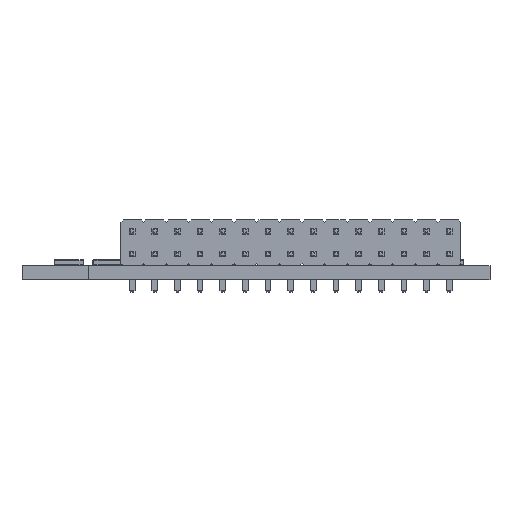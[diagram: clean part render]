
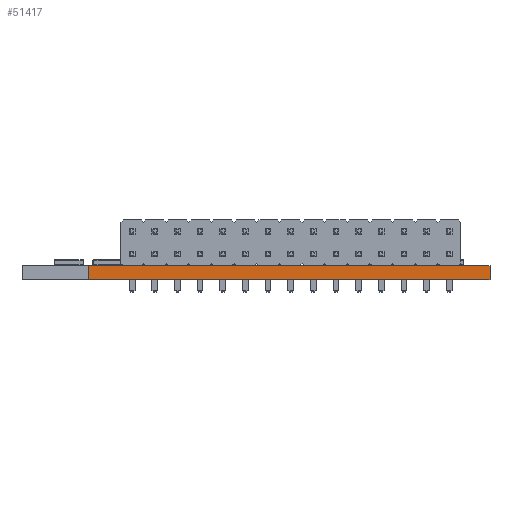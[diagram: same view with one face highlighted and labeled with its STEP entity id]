
A CAD part, front view. The second image highlights one B-rep face of the part: STEP entity #51417.
In plain terms, the highlighted planar face has unit normal (0, -1, 0).
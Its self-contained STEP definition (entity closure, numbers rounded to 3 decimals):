
#48814 = PLANE('',#48815);
#48815 = AXIS2_PLACEMENT_3D('',#48816,#48817,#48818);
#48816 = CARTESIAN_POINT('',(116.531,-96.969,1.6));
#48817 = DIRECTION('',(0.,0.,-1.));
#48818 = DIRECTION('',(-1.,0.,0.));
#48868 = PLANE('',#48869);
#48869 = AXIS2_PLACEMENT_3D('',#48870,#48871,#48872);
#48870 = CARTESIAN_POINT('',(116.531,-96.969,0.));
#48871 = DIRECTION('',(0.,0.,-1.));
#48872 = DIRECTION('',(-1.,0.,0.));
#48999 = PLANE('',#49000);
#49000 = AXIS2_PLACEMENT_3D('',#49001,#49002,#49003);
#49001 = CARTESIAN_POINT('',(142.5,-132.5,0.));
#49002 = DIRECTION('',(1.,0.,0.));
#49003 = DIRECTION('',(0.,-1.,0.));
#49038 = VERTEX_POINT('',#49039);
#49039 = CARTESIAN_POINT('',(142.5,-134.5,0.));
#49060 = EDGE_CURVE('',#49038,#49061,#49063,.T.);
#49061 = VERTEX_POINT('',#49062);
#49062 = CARTESIAN_POINT('',(97.5,-134.5,0.));
#49063 = SURFACE_CURVE('',#49064,(#49068,#49075),.PCURVE_S1.);
#49064 = LINE('',#49065,#49066);
#49065 = CARTESIAN_POINT('',(142.5,-134.5,0.));
#49066 = VECTOR('',#49067,1.);
#49067 = DIRECTION('',(-1.,0.,0.));
#49068 = PCURVE('',#48868,#49069);
#49069 = DEFINITIONAL_REPRESENTATION('',(#49070),#49074);
#49070 = LINE('',#49071,#49072);
#49071 = CARTESIAN_POINT('',(-25.969,-37.531));
#49072 = VECTOR('',#49073,1.);
#49073 = DIRECTION('',(1.,0.));
#49074 = ( GEOMETRIC_REPRESENTATION_CONTEXT(2) 
PARAMETRIC_REPRESENTATION_CONTEXT() REPRESENTATION_CONTEXT('2D SPACE',''
  ) );
#49075 = PCURVE('',#49076,#49081);
#49076 = PLANE('',#49077);
#49077 = AXIS2_PLACEMENT_3D('',#49078,#49079,#49080);
#49078 = CARTESIAN_POINT('',(142.5,-134.5,0.));
#49079 = DIRECTION('',(0.,-1.,0.));
#49080 = DIRECTION('',(-1.,0.,0.));
#49081 = DEFINITIONAL_REPRESENTATION('',(#49082),#49086);
#49082 = LINE('',#49083,#49084);
#49083 = CARTESIAN_POINT('',(0.,0.));
#49084 = VECTOR('',#49085,1.);
#49085 = DIRECTION('',(1.,0.));
#49086 = ( GEOMETRIC_REPRESENTATION_CONTEXT(2) 
PARAMETRIC_REPRESENTATION_CONTEXT() REPRESENTATION_CONTEXT('2D SPACE',''
  ) );
#49104 = PLANE('',#49105);
#49105 = AXIS2_PLACEMENT_3D('',#49106,#49107,#49108);
#49106 = CARTESIAN_POINT('',(97.5,-134.5,0.));
#49107 = DIRECTION('',(-1.,0.,0.));
#49108 = DIRECTION('',(0.,1.,0.));
#50278 = VERTEX_POINT('',#50279);
#50279 = CARTESIAN_POINT('',(142.5,-134.5,1.6));
#50300 = EDGE_CURVE('',#50278,#50301,#50303,.T.);
#50301 = VERTEX_POINT('',#50302);
#50302 = CARTESIAN_POINT('',(97.5,-134.5,1.6));
#50303 = SURFACE_CURVE('',#50304,(#50308,#50315),.PCURVE_S1.);
#50304 = LINE('',#50305,#50306);
#50305 = CARTESIAN_POINT('',(142.5,-134.5,1.6));
#50306 = VECTOR('',#50307,1.);
#50307 = DIRECTION('',(-1.,0.,0.));
#50308 = PCURVE('',#48814,#50309);
#50309 = DEFINITIONAL_REPRESENTATION('',(#50310),#50314);
#50310 = LINE('',#50311,#50312);
#50311 = CARTESIAN_POINT('',(-25.969,-37.531));
#50312 = VECTOR('',#50313,1.);
#50313 = DIRECTION('',(1.,0.));
#50314 = ( GEOMETRIC_REPRESENTATION_CONTEXT(2) 
PARAMETRIC_REPRESENTATION_CONTEXT() REPRESENTATION_CONTEXT('2D SPACE',''
  ) );
#50315 = PCURVE('',#49076,#50316);
#50316 = DEFINITIONAL_REPRESENTATION('',(#50317),#50321);
#50317 = LINE('',#50318,#50319);
#50318 = CARTESIAN_POINT('',(0.,-1.6));
#50319 = VECTOR('',#50320,1.);
#50320 = DIRECTION('',(1.,0.));
#50321 = ( GEOMETRIC_REPRESENTATION_CONTEXT(2) 
PARAMETRIC_REPRESENTATION_CONTEXT() REPRESENTATION_CONTEXT('2D SPACE',''
  ) );
#51369 = EDGE_CURVE('',#49038,#50278,#51370,.T.);
#51370 = SURFACE_CURVE('',#51371,(#51375,#51382),.PCURVE_S1.);
#51371 = LINE('',#51372,#51373);
#51372 = CARTESIAN_POINT('',(142.5,-134.5,0.));
#51373 = VECTOR('',#51374,1.);
#51374 = DIRECTION('',(0.,0.,1.));
#51375 = PCURVE('',#48999,#51376);
#51376 = DEFINITIONAL_REPRESENTATION('',(#51377),#51381);
#51377 = LINE('',#51378,#51379);
#51378 = CARTESIAN_POINT('',(2.,0.));
#51379 = VECTOR('',#51380,1.);
#51380 = DIRECTION('',(0.,-1.));
#51381 = ( GEOMETRIC_REPRESENTATION_CONTEXT(2) 
PARAMETRIC_REPRESENTATION_CONTEXT() REPRESENTATION_CONTEXT('2D SPACE',''
  ) );
#51382 = PCURVE('',#49076,#51383);
#51383 = DEFINITIONAL_REPRESENTATION('',(#51384),#51388);
#51384 = LINE('',#51385,#51386);
#51385 = CARTESIAN_POINT('',(0.,0.));
#51386 = VECTOR('',#51387,1.);
#51387 = DIRECTION('',(0.,-1.));
#51388 = ( GEOMETRIC_REPRESENTATION_CONTEXT(2) 
PARAMETRIC_REPRESENTATION_CONTEXT() REPRESENTATION_CONTEXT('2D SPACE',''
  ) );
#51417 = ADVANCED_FACE('',(#51418),#49076,.T.);
#51418 = FACE_BOUND('',#51419,.T.);
#51419 = EDGE_LOOP('',(#51420,#51421,#51422,#51443));
#51420 = ORIENTED_EDGE('',*,*,#51369,.T.);
#51421 = ORIENTED_EDGE('',*,*,#50300,.T.);
#51422 = ORIENTED_EDGE('',*,*,#51423,.F.);
#51423 = EDGE_CURVE('',#49061,#50301,#51424,.T.);
#51424 = SURFACE_CURVE('',#51425,(#51429,#51436),.PCURVE_S1.);
#51425 = LINE('',#51426,#51427);
#51426 = CARTESIAN_POINT('',(97.5,-134.5,0.));
#51427 = VECTOR('',#51428,1.);
#51428 = DIRECTION('',(0.,0.,1.));
#51429 = PCURVE('',#49076,#51430);
#51430 = DEFINITIONAL_REPRESENTATION('',(#51431),#51435);
#51431 = LINE('',#51432,#51433);
#51432 = CARTESIAN_POINT('',(45.,0.));
#51433 = VECTOR('',#51434,1.);
#51434 = DIRECTION('',(0.,-1.));
#51435 = ( GEOMETRIC_REPRESENTATION_CONTEXT(2) 
PARAMETRIC_REPRESENTATION_CONTEXT() REPRESENTATION_CONTEXT('2D SPACE',''
  ) );
#51436 = PCURVE('',#49104,#51437);
#51437 = DEFINITIONAL_REPRESENTATION('',(#51438),#51442);
#51438 = LINE('',#51439,#51440);
#51439 = CARTESIAN_POINT('',(0.,0.));
#51440 = VECTOR('',#51441,1.);
#51441 = DIRECTION('',(0.,-1.));
#51442 = ( GEOMETRIC_REPRESENTATION_CONTEXT(2) 
PARAMETRIC_REPRESENTATION_CONTEXT() REPRESENTATION_CONTEXT('2D SPACE',''
  ) );
#51443 = ORIENTED_EDGE('',*,*,#49060,.F.);
